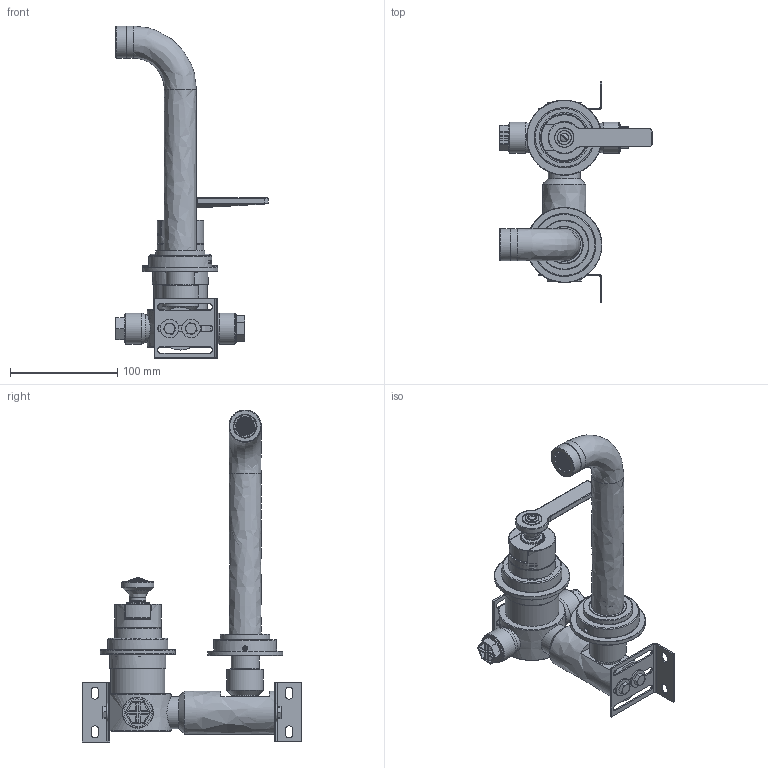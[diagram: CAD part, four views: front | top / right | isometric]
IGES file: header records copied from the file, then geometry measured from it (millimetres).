
Global section: file name: V7K35-2LF-NP; native system: Autodesk Inventor 2018; preprocessor: unknown; author: rclarke; date: 20180228.121413; units: millimetre
Bounding box: 142.02 x 205 x 309.4 mm (x, y, z)
Volume: 493891.4 mm3; surface area: 248887.8 mm2
Topology: 52 solids, 53 shells, 2641 faces, 7068 edges, 4782 vertices
Faces by surface type: bspline 2641
